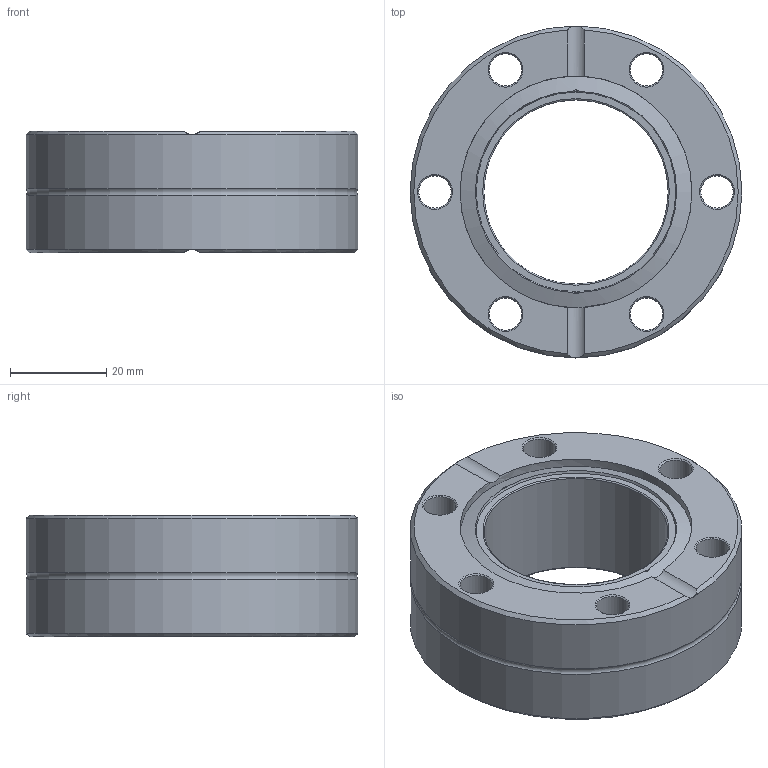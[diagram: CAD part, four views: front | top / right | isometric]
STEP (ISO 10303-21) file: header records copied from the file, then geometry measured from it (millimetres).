
FILE_DESCRIPTION( ( 'Unknown' ), '1' );
FILE_NAME( 'DFF275X150SS.stp', 'Unknown', ( 'Unknown' ), ( 'Unknown' ), 'XStep 1.0', 'Unknown', ' ' );
FILE_SCHEMA( ( 'CONFIG_CONTROL_DESIGN' ) );
Length unit declared in the file: millimetre
Products named in the file (1): 1
Bounding box: 69.09 x 69.09 x 25.4 mm (x, y, z)
Volume: 58553.5 mm3; surface area: 16749.7 mm2
Topology: 1 solids, 1 shells, 46 faces, 119 edges, 75 vertices
Faces by surface type: cylinder 19, cone 18, plane 6, torus 3
Full cylindrical faces by diameter (mm): 6.731 x6, 38.354 x1, 48.26 x2, 69.088 x2
Entity records: 1340 total; most frequent: CARTESIAN_POINT 367, DIRECTION 198, ORIENTED_EDGE 144, AXIS2_PLACEMENT_3D 95, EDGE_LOOP 92, EDGE_CURVE 72, FACE_OUTER_BOUND 60, VERTEX_POINT 60
